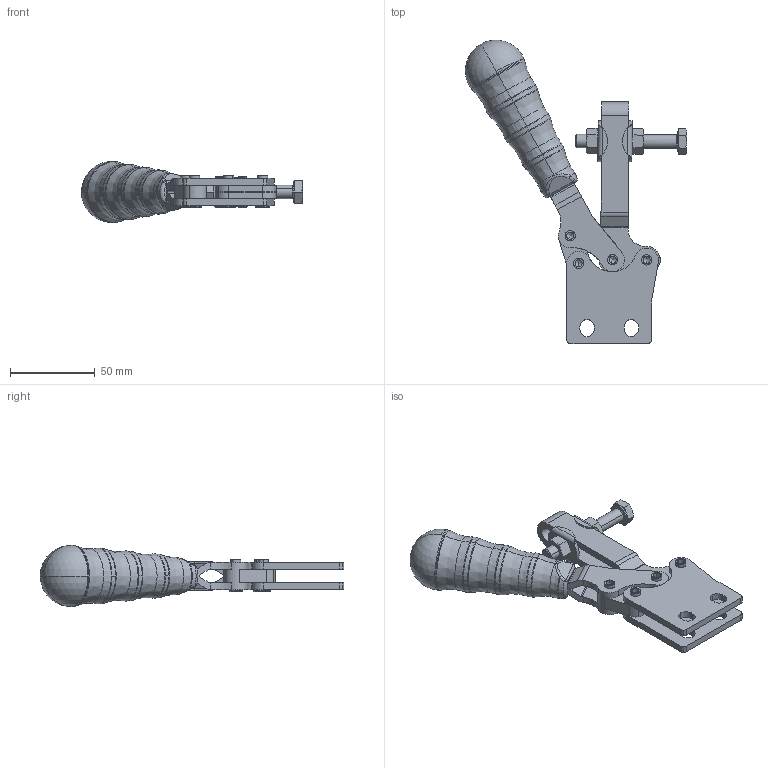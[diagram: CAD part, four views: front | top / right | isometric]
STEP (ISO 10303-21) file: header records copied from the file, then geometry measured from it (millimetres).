
FILE_DESCRIPTION((''),'2;1');
FILE_NAME('124.1-opened.stp','2005-09-27T15:47:52',('Kysilko'),(''),'Autodesk Inventor 8','Autodesk Inventor 8','');
FILE_SCHEMA(('AUTOMOTIVE_DESIGN { 1 0 10303 214 1 1 1 1 }'));
Length unit declared in the file: millimetre
Products named in the file (1): Part21
Bounding box: 130.15 x 178.68 x 36 mm (x, y, z)
Volume: 114278.1 mm3; surface area: 43822 mm2
Topology: 1 solids, 2 shells, 1100 faces, 3579 edges, 2138 vertices
Faces by surface type: plane 397, cone 364, cylinder 205, bspline 112, sphere 14, torus 8
Entity records: 43969 total; most frequent: CARTESIAN_POINT 13433, ORIENTED_EDGE 7132, DIRECTION 6304, EDGE_CURVE 3566, AXIS2_PLACEMENT_3D 2423, VERTEX_POINT 2138, VECTOR 1458, LINE 1458
